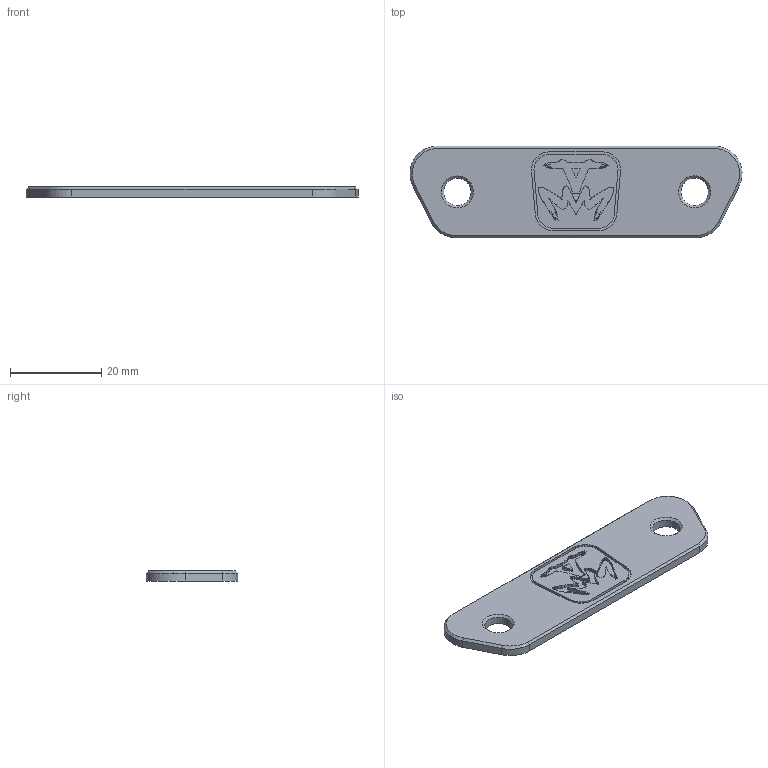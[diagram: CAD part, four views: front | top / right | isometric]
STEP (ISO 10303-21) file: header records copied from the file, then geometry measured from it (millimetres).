
FILE_DESCRIPTION(('HOOPS Exchange Step'),'2;1');
FILE_NAME('temp_export','2021-12-28T22:15:00+01:00',('mobile'),('Shapr3D Limited'),'HOOPS Exchange 2021.1','Shapr3D','Authorized');
FILE_SCHEMA( ('AP203_CONFIGURATION_CONTROLLED_3D_DESIGN_OF_MECHANICAL_PARTS_AND_ASSEMBLIES_MIM_LF') );
Length unit declared in the file: millimetre
Products named in the file (1): FD18E64C-B3AB-4130-835D-FC19CDED1EA1.tmp
Bounding box: 72.58 x 20 x 2.2 mm (x, y, z)
Volume: 2736.6 mm3; surface area: 3174.3 mm2
Topology: 1 solids, 1 shells, 1219 faces, 3626 edges, 2414 vertices
Faces by surface type: plane 1206, cone 7, cylinder 6
Full cylindrical faces by diameter (mm): 6 x2
Entity records: 40032 total; most frequent: CARTESIAN_POINT 7260, ORIENTED_EDGE 7252, DIRECTION 6086, EDGE_CURVE 3626, VECTOR 3606, LINE 3606, VERTEX_POINT 2414, AXIS2_PLACEMENT_3D 1240
